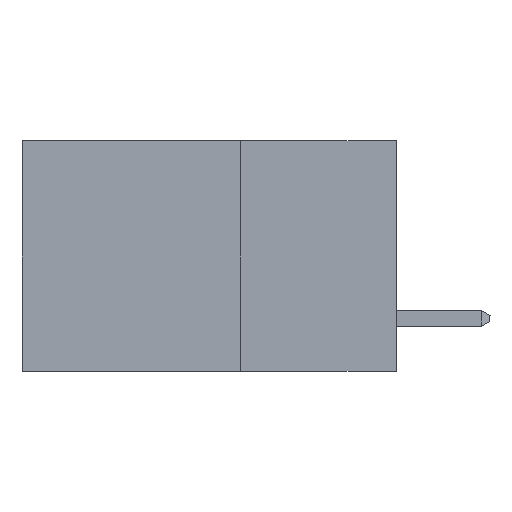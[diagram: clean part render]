
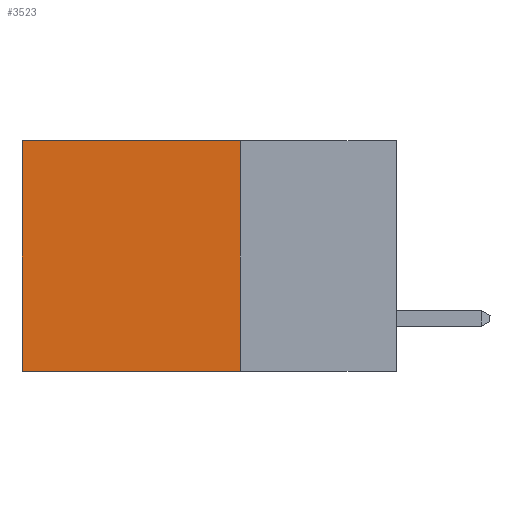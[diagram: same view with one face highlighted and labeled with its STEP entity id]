
A CAD part, left-side view. The second image highlights one B-rep face of the part: STEP entity #3523.
In plain terms, the highlighted planar face has unit normal (-1, 0, 0).
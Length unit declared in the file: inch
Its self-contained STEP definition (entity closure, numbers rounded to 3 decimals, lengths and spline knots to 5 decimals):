
#1724 = EDGE_CURVE ( 'NONE', #5060, #3413, #1983, .T. ) ;
#1983 = LINE ( 'NONE', #3551, #7351 ) ;
#3121 = EDGE_CURVE ( 'NONE', #8860, #3413, #11104, .T. ) ;
#3413 = VERTEX_POINT ( 'NONE', #7728 ) ;
#3415 = VECTOR ( 'NONE', #9719, 39.37008 ) ;
#3489 = EDGE_CURVE ( 'NONE', #10112, #8860, #6047, .T. ) ;
#3523 = ADVANCED_FACE ( 'NONE', ( #8000 ), #7146, .F. ) ;
#3551 = CARTESIAN_POINT ( 'NONE',  ( 0.2615, 0.6, -0.37 ) ) ;
#3643 = DIRECTION ( 'NONE',  ( 0., 0., -1. ) ) ;
#4727 = CARTESIAN_POINT ( 'NONE',  ( 0.2615, 0.25, 0. ) ) ;
#5060 = VERTEX_POINT ( 'NONE', #8326 ) ;
#5453 = EDGE_LOOP ( 'NONE', ( #9917, #10733, #9816, #9449 ) ) ;
#6047 = LINE ( 'NONE', #7232, #8295 ) ;
#7068 = DIRECTION ( 'NONE',  ( 0., 0., -1. ) ) ;
#7093 = DIRECTION ( 'NONE',  ( 1., 0., 0. ) ) ;
#7141 = CARTESIAN_POINT ( 'NONE',  ( 0.2615, 0.25, -0.37 ) ) ;
#7146 = PLANE ( 'NONE',  #11936 ) ;
#7232 = CARTESIAN_POINT ( 'NONE',  ( 0.2615, 0.25, -0.37 ) ) ;
#7301 = DIRECTION ( 'NONE',  ( 0., 0., -1. ) ) ;
#7351 = VECTOR ( 'NONE', #3643, 39.37008 ) ;
#7728 = CARTESIAN_POINT ( 'NONE',  ( 0.2615, 0.6, -0.37 ) ) ;
#7891 = VECTOR ( 'NONE', #9205, 39.37008 ) ;
#8000 = FACE_OUTER_BOUND ( 'NONE', #5453, .T. ) ;
#8187 = LINE ( 'NONE', #8285, #7891 ) ;
#8285 = CARTESIAN_POINT ( 'NONE',  ( 0.2615, 0.25, 0. ) ) ;
#8295 = VECTOR ( 'NONE', #7301, 39.37008 ) ;
#8326 = CARTESIAN_POINT ( 'NONE',  ( 0.2615, 0.6, 0. ) ) ;
#8860 = VERTEX_POINT ( 'NONE', #9926 ) ;
#9205 = DIRECTION ( 'NONE',  ( 0., 1., 0. ) ) ;
#9449 = ORIENTED_EDGE ( 'NONE', *, *, #12085, .T. ) ;
#9719 = DIRECTION ( 'NONE',  ( 0., 1., 0. ) ) ;
#9762 = CARTESIAN_POINT ( 'NONE',  ( 0.2615, 0.25, -0.37 ) ) ;
#9816 = ORIENTED_EDGE ( 'NONE', *, *, #3489, .F. ) ;
#9917 = ORIENTED_EDGE ( 'NONE', *, *, #1724, .T. ) ;
#9926 = CARTESIAN_POINT ( 'NONE',  ( 0.2615, 0.25, -0.37 ) ) ;
#10112 = VERTEX_POINT ( 'NONE', #4727 ) ;
#10733 = ORIENTED_EDGE ( 'NONE', *, *, #3121, .F. ) ;
#11104 = LINE ( 'NONE', #9762, #3415 ) ;
#11936 = AXIS2_PLACEMENT_3D ( 'NONE', #7141, #7093, #7068 ) ;
#12085 = EDGE_CURVE ( 'NONE', #10112, #5060, #8187, .T. ) ;
